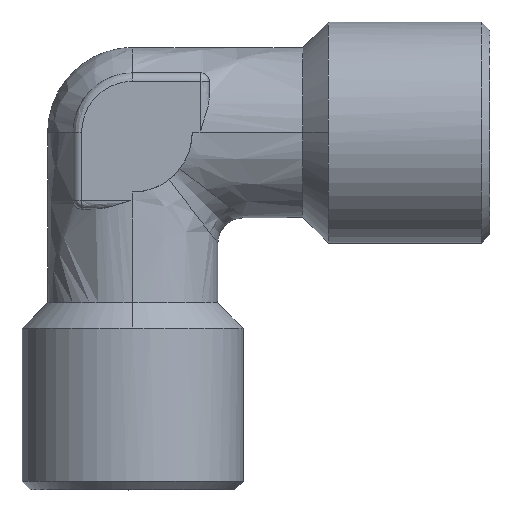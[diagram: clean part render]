
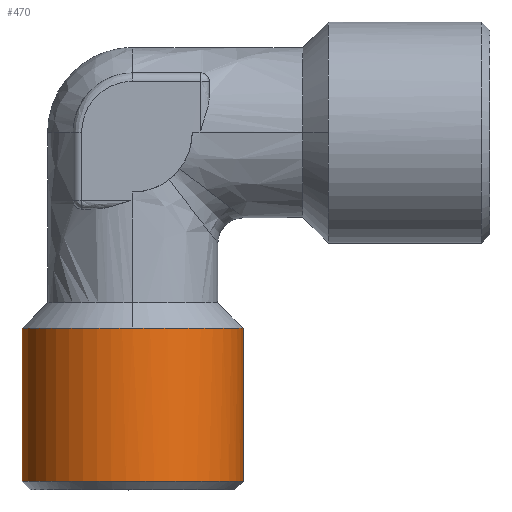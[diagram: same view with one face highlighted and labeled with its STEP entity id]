
A CAD part, top view. The second image highlights one B-rep face of the part: STEP entity #470.
In plain terms, the highlighted free-form (B-spline) face has degree [1, 3] with [2, 7] control points.
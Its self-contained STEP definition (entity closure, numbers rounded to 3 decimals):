
#168 = CARTESIAN_POINT ( 'NONE',  ( 6.5, 1.5, 0. ) ) ;
#172 = ORIENTED_EDGE ( 'NONE', *, *, #2175, .F. ) ;
#196 = CARTESIAN_POINT ( 'NONE',  ( 3.808, 10.5, 6.5 ) ) ;
#249 = CARTESIAN_POINT ( 'NONE',  ( -6.5, 10.5, 0. ) ) ;
#287 = CARTESIAN_POINT ( 'NONE',  ( -6.5, 1.5, 3.808 ) ) ;
#382 = CARTESIAN_POINT ( 'NONE',  ( 0., 10.5, 6.5 ) ) ;
#408 = CARTESIAN_POINT ( 'NONE',  ( 0., 10.5, 6.5 ) ) ;
#456 = CARTESIAN_POINT ( 'NONE',  ( -6.5, 1.5, 3.808 ) ) ;
#459 = CARTESIAN_POINT ( 'NONE',  ( 6.5, 10.5, 3.808 ) ) ;
#467 = EDGE_LOOP ( 'NONE', ( #1880, #2062, #1573, #2609, #172 ) ) ;
#470 = ADVANCED_FACE ( 'NONE', ( #1834 ), #2921, .F. ) ;
#526 = VERTEX_POINT ( 'NONE', #965 ) ;
#539 = CARTESIAN_POINT ( 'NONE',  ( -3.808, 1.5, 6.5 ) ) ;
#548 = CARTESIAN_POINT ( 'NONE',  ( -6.5, 10.5, 0. ) ) ;
#549 = CARTESIAN_POINT ( 'NONE',  ( 3.808, 1.5, 6.5 ) ) ;
#682 = CARTESIAN_POINT ( 'NONE',  ( 6.5, 1.5, 3.808 ) ) ;
#725 = EDGE_CURVE ( 'NONE', #1245, #792, #3397, .T. ) ;
#792 = VERTEX_POINT ( 'NONE', #2522 ) ;
#803 = CARTESIAN_POINT ( 'NONE',  ( -6.5, 1.5, 0. ) ) ;
#805 = CARTESIAN_POINT ( 'NONE',  ( 0., 10.5, 6.5 ) ) ;
#965 = CARTESIAN_POINT ( 'NONE',  ( 6.5, 1.5, 0. ) ) ;
#1123 = CARTESIAN_POINT ( 'NONE',  ( -6.5, 10.5, 0. ) ) ;
#1175 = CARTESIAN_POINT ( 'NONE',  ( -6.5, 1.5, 0. ) ) ;
#1191 = CARTESIAN_POINT ( 'NONE',  ( 6.5, 1.5, 0. ) ) ;
#1229 = CARTESIAN_POINT ( 'NONE',  ( 0., 1.5, 6.5 ) ) ;
#1245 = VERTEX_POINT ( 'NONE', #1322 ) ;
#1290 = B_SPLINE_CURVE_WITH_KNOTS ( 'NONE', 1,
 ( #1191, #1974 ),
 .UNSPECIFIED., .F., .F.,
 ( 2, 2 ),
 ( -1., 0. ),
 .UNSPECIFIED. ) ;
#1308 = CARTESIAN_POINT ( 'NONE',  ( 6.5, 1.5, 0. ) ) ;
#1322 = CARTESIAN_POINT ( 'NONE',  ( 0., 10.5, 6.5 ) ) ;
#1457 = CARTESIAN_POINT ( 'NONE',  ( -6.5, 10.5, 0. ) ) ;
#1497 = CARTESIAN_POINT ( 'NONE',  ( 6.5, 10.5, 0. ) ) ;
#1573 = ORIENTED_EDGE ( 'NONE', *, *, #3368, .T. ) ;
#1726 = CARTESIAN_POINT ( 'NONE',  ( -3.808, 10.5, 6.5 ) ) ;
#1751 = CARTESIAN_POINT ( 'NONE',  ( 3.808, 1.5, 6.5 ) ) ;
#1834 = FACE_OUTER_BOUND ( 'NONE', #467, .T. ) ;
#1868 = CARTESIAN_POINT ( 'NONE',  ( 0., 1.5, 6.5 ) ) ;
#1880 = ORIENTED_EDGE ( 'NONE', *, *, #2521, .T. ) ;
#1974 = CARTESIAN_POINT ( 'NONE',  ( 6.5, 10.5, 0. ) ) ;
#2062 = ORIENTED_EDGE ( 'NONE', *, *, #2406, .T. ) ;
#2122 = CARTESIAN_POINT ( 'NONE',  ( -6.5, 10.5, 3.808 ) ) ;
#2161 =( BOUNDED_CURVE ( )  B_SPLINE_CURVE ( 3, ( #803, #287, #539, #1868, #549, #3171, #1308 ),
 .UNSPECIFIED., .F., .F. ) 
 B_SPLINE_CURVE_WITH_KNOTS ( ( 4, 3, 4 ),
 ( -3.142, -1.571, 0. ),
 .UNSPECIFIED. ) 
 CURVE ( )  GEOMETRIC_REPRESENTATION_ITEM ( )  RATIONAL_B_SPLINE_CURVE ( ( 1., 0.805, 0.805, 1., 0.805, 0.805, 1. ) ) 
 REPRESENTATION_ITEM ( '' )  );
#2175 = EDGE_CURVE ( 'NONE', #2783, #1245, #3106, .T. ) ;
#2375 = CARTESIAN_POINT ( 'NONE',  ( -3.808, 10.5, 6.5 ) ) ;
#2406 = EDGE_CURVE ( 'NONE', #2593, #526, #2161, .T. ) ;
#2521 = EDGE_CURVE ( 'NONE', #2783, #2593, #3088, .T. ) ;
#2522 = CARTESIAN_POINT ( 'NONE',  ( 6.5, 10.5, 0. ) ) ;
#2593 = VERTEX_POINT ( 'NONE', #1175 ) ;
#2609 = ORIENTED_EDGE ( 'NONE', *, *, #725, .F. ) ;
#2725 = CARTESIAN_POINT ( 'NONE',  ( 6.5, 10.5, 0. ) ) ;
#2741 = CARTESIAN_POINT ( 'NONE',  ( 6.5, 10.5, 3.808 ) ) ;
#2783 = VERTEX_POINT ( 'NONE', #548 ) ;
#2921 =( BOUNDED_SURFACE ( )  B_SPLINE_SURFACE ( 1, 3, ( 
 ( #2725, #2741, #3004, #382, #1726, #3317, #1457 ),
 ( #168, #682, #1751, #1229, #3352, #456, #3077 ) ),
 .UNSPECIFIED., .F., .F., .F. ) 
 B_SPLINE_SURFACE_WITH_KNOTS ( ( 2, 2 ),
 ( 4, 3, 4 ),
 ( 0., 1. ),
 ( 0., 0.5, 1. ),
 .UNSPECIFIED. ) 
 GEOMETRIC_REPRESENTATION_ITEM ( )  RATIONAL_B_SPLINE_SURFACE ( (
 ( 1., 0.805, 0.805, 1., 0.805, 0.805, 1.),
 ( 1., 0.805, 0.805, 1., 0.805, 0.805, 1.) ) ) 
 REPRESENTATION_ITEM ( '' )  SURFACE ( )  );
#3004 = CARTESIAN_POINT ( 'NONE',  ( 3.808, 10.5, 6.5 ) ) ;
#3077 = CARTESIAN_POINT ( 'NONE',  ( -6.5, 1.5, 0. ) ) ;
#3088 = B_SPLINE_CURVE_WITH_KNOTS ( 'NONE', 1,
 ( #1123, #3229 ),
 .UNSPECIFIED., .F., .F.,
 ( 2, 2 ),
 ( -1., 0. ),
 .UNSPECIFIED. ) ;
#3106 =( BOUNDED_CURVE ( )  B_SPLINE_CURVE ( 3, ( #249, #2122, #2375, #805 ),
 .UNSPECIFIED., .F., .F. ) 
 B_SPLINE_CURVE_WITH_KNOTS ( ( 4, 4 ),
 ( -1.571, 0. ),
 .UNSPECIFIED. ) 
 CURVE ( )  GEOMETRIC_REPRESENTATION_ITEM ( )  RATIONAL_B_SPLINE_CURVE ( ( 1., 0.805, 0.805, 1. ) ) 
 REPRESENTATION_ITEM ( '' )  );
#3171 = CARTESIAN_POINT ( 'NONE',  ( 6.5, 1.5, 3.808 ) ) ;
#3229 = CARTESIAN_POINT ( 'NONE',  ( -6.5, 1.5, 0. ) ) ;
#3317 = CARTESIAN_POINT ( 'NONE',  ( -6.5, 10.5, 3.808 ) ) ;
#3352 = CARTESIAN_POINT ( 'NONE',  ( -3.808, 1.5, 6.5 ) ) ;
#3368 = EDGE_CURVE ( 'NONE', #526, #792, #1290, .T. ) ;
#3397 =( BOUNDED_CURVE ( )  B_SPLINE_CURVE ( 3, ( #408, #196, #459, #1497 ),
 .UNSPECIFIED., .F., .T. ) 
 B_SPLINE_CURVE_WITH_KNOTS ( ( 4, 4 ),
 ( -1.571, 0. ),
 .UNSPECIFIED. ) 
 CURVE ( )  GEOMETRIC_REPRESENTATION_ITEM ( )  RATIONAL_B_SPLINE_CURVE ( ( 1., 0.805, 0.805, 1. ) ) 
 REPRESENTATION_ITEM ( '' )  );
